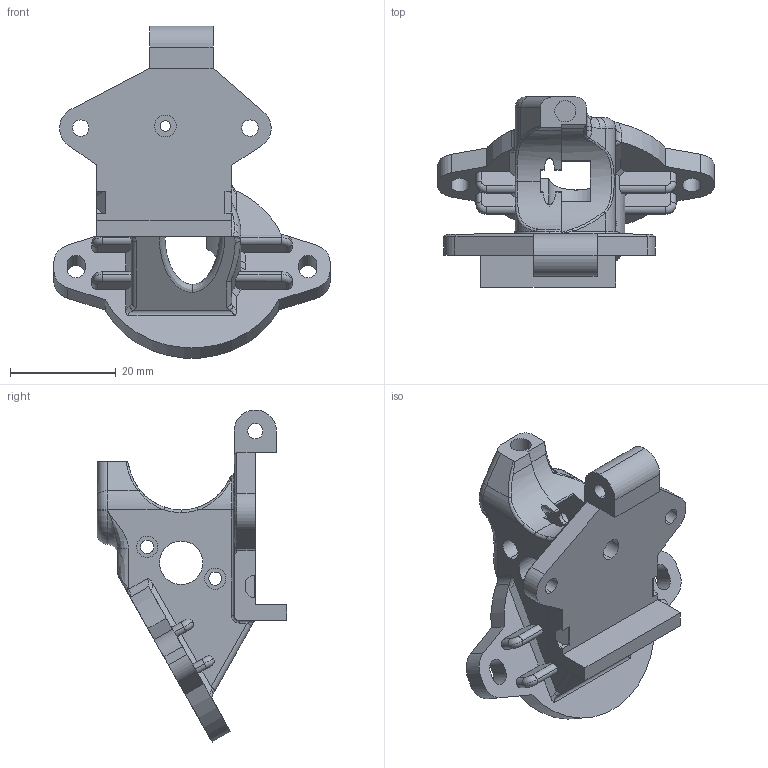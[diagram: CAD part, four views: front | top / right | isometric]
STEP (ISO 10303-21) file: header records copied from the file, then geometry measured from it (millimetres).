
FILE_DESCRIPTION (( 'STEP AP203' ), '1' );
FILE_NAME ('Lowboi mkII Body.STEP', '2023-01-02T09:43:04', ( '' ), ( '' ), 'SwSTEP 2.0', 'SolidWorks 2022', '' );
FILE_SCHEMA (( 'CONFIG_CONTROL_DESIGN' ));
Length unit declared in the file: millimetre
Products named in the file (1): Lowboi mkII Body
Bounding box: 52.24 x 35.92 x 62.76 mm (x, y, z)
Volume: 14375.6 mm3; surface area: 9407.8 mm2
Topology: 1 solids, 1 shells, 316 faces, 865 edges, 544 vertices
Faces by surface type: cylinder 135, plane 98, bspline 45, torus 21, cone 15, sphere 2
Entity records: 12356 total; most frequent: CARTESIAN_POINT 4551, ORIENTED_EDGE 1708, DIRECTION 1542, EDGE_CURVE 854, AXIS2_PLACEMENT_3D 580, VERTEX_POINT 544, LINE 382, VECTOR 382
